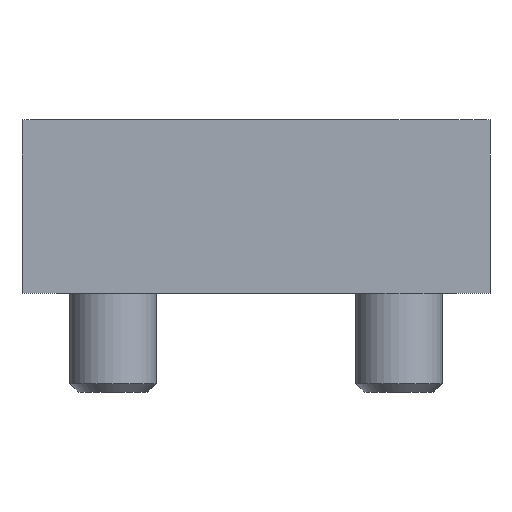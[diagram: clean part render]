
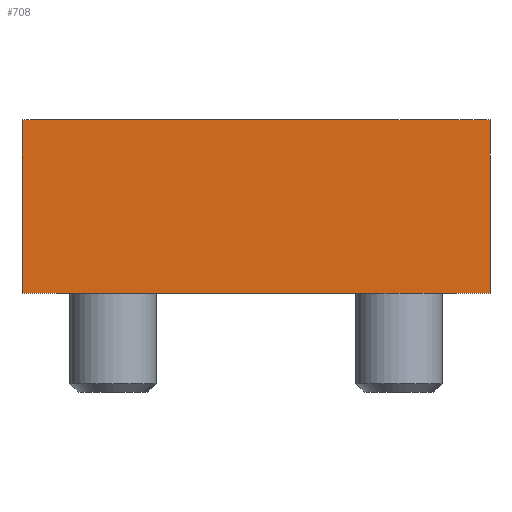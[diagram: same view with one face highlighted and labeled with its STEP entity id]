
A CAD part, front view. The second image highlights one B-rep face of the part: STEP entity #708.
In plain terms, the highlighted planar face has unit normal (0, -1, 0).
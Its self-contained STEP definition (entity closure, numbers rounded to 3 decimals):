
#123=ORIENTED_EDGE('',*,*,#288,.F.);
#124=ORIENTED_EDGE('',*,*,#287,.F.);
#125=ORIENTED_EDGE('',*,*,#289,.T.);
#126=ORIENTED_EDGE('',*,*,#290,.T.);
#287=EDGE_CURVE('',#369,#368,#432,.T.);
#288=EDGE_CURVE('',#368,#370,#433,.T.);
#289=EDGE_CURVE('',#369,#371,#434,.T.);
#290=EDGE_CURVE('',#371,#370,#435,.T.);
#368=VERTEX_POINT('',#1142);
#369=VERTEX_POINT('',#1144);
#370=VERTEX_POINT('',#1148);
#371=VERTEX_POINT('',#1150);
#432=LINE('',#1145,#462);
#433=LINE('',#1147,#463);
#434=LINE('',#1149,#464);
#435=LINE('',#1151,#465);
#462=VECTOR('',#902,1000.);
#463=VECTOR('',#905,1000.);
#464=VECTOR('',#906,1000.);
#465=VECTOR('',#907,1000.);
#488=EDGE_LOOP('',(#123,#124,#125,#126));
#584=FACE_BOUND('',#488,.T.);
#681=PLANE('',#788);
#708=ADVANCED_FACE('',(#584),#681,.T.);
#788=AXIS2_PLACEMENT_3D('',#1146,#903,#904);
#902=DIRECTION('',(0.,0.,1.));
#903=DIRECTION('',(0.,-1.,0.));
#904=DIRECTION('',(0.,0.,-1.));
#905=DIRECTION('',(1.,0.,0.));
#906=DIRECTION('',(1.,0.,0.));
#907=DIRECTION('',(0.,0.,1.));
#1142=CARTESIAN_POINT('',(-13.5,-37.5,0.));
#1144=CARTESIAN_POINT('',(-13.5,-37.5,-10.));
#1145=CARTESIAN_POINT('',(-13.5,-37.5,-10.));
#1146=CARTESIAN_POINT('',(-13.5,-37.5,-10.));
#1147=CARTESIAN_POINT('',(-13.5,-37.5,0.));
#1148=CARTESIAN_POINT('',(13.5,-37.5,0.));
#1149=CARTESIAN_POINT('',(-13.5,-37.5,-10.));
#1150=CARTESIAN_POINT('',(13.5,-37.5,-10.));
#1151=CARTESIAN_POINT('',(13.5,-37.5,-10.));
